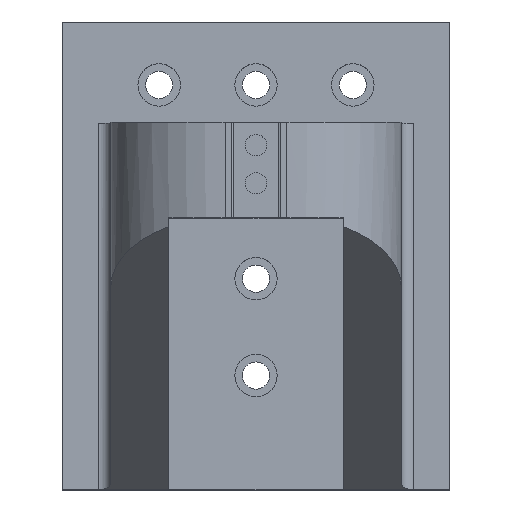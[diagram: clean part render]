
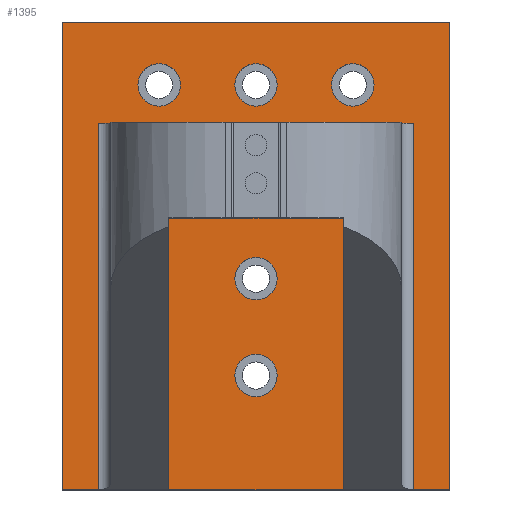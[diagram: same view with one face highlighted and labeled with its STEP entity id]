
A CAD part, top view. The second image highlights one B-rep face of the part: STEP entity #1395.
In plain terms, the highlighted planar face has unit normal (0, 0, 1).
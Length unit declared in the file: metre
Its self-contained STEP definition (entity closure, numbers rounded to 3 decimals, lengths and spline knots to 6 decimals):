
#108=CIRCLE('',#1542,0.005563);
#109=CIRCLE('',#1543,0.005563);
#110=CIRCLE('',#1544,0.005563);
#111=CIRCLE('',#1545,0.005563);
#112=CIRCLE('',#1546,0.005563);
#258=ORIENTED_EDGE('',*,*,#648,.F.);
#259=ORIENTED_EDGE('',*,*,#649,.F.);
#260=ORIENTED_EDGE('',*,*,#650,.F.);
#261=ORIENTED_EDGE('',*,*,#589,.T.);
#262=ORIENTED_EDGE('',*,*,#651,.T.);
#263=ORIENTED_EDGE('',*,*,#544,.F.);
#264=ORIENTED_EDGE('',*,*,#652,.T.);
#265=ORIENTED_EDGE('',*,*,#653,.T.);
#266=ORIENTED_EDGE('',*,*,#654,.F.);
#267=ORIENTED_EDGE('',*,*,#655,.F.);
#268=ORIENTED_EDGE('',*,*,#656,.T.);
#269=ORIENTED_EDGE('',*,*,#657,.T.);
#270=ORIENTED_EDGE('',*,*,#658,.T.);
#271=ORIENTED_EDGE('',*,*,#550,.F.);
#272=ORIENTED_EDGE('',*,*,#659,.T.);
#273=ORIENTED_EDGE('',*,*,#583,.T.);
#274=ORIENTED_EDGE('',*,*,#639,.T.);
#275=ORIENTED_EDGE('',*,*,#660,.T.);
#276=ORIENTED_EDGE('',*,*,#625,.F.);
#277=ORIENTED_EDGE('',*,*,#661,.F.);
#278=ORIENTED_EDGE('',*,*,#662,.F.);
#544=EDGE_CURVE('',#744,#745,#873,.T.);
#550=EDGE_CURVE('',#750,#751,#876,.T.);
#583=EDGE_CURVE('',#784,#783,#895,.T.);
#589=EDGE_CURVE('',#790,#789,#898,.T.);
#625=EDGE_CURVE('',#790,#822,#915,.T.);
#639=EDGE_CURVE('',#783,#831,#926,.T.);
#648=EDGE_CURVE('',#838,#838,#108,.T.);
#649=EDGE_CURVE('',#839,#839,#109,.T.);
#650=EDGE_CURVE('',#840,#840,#110,.T.);
#651=EDGE_CURVE('',#789,#745,#932,.F.);
#652=EDGE_CURVE('',#744,#841,#933,.F.);
#653=EDGE_CURVE('',#841,#842,#934,.T.);
#654=EDGE_CURVE('',#843,#842,#935,.T.);
#655=EDGE_CURVE('',#844,#843,#936,.T.);
#656=EDGE_CURVE('',#844,#845,#937,.T.);
#657=EDGE_CURVE('',#845,#846,#938,.T.);
#658=EDGE_CURVE('',#846,#751,#939,.T.);
#659=EDGE_CURVE('',#750,#784,#940,.T.);
#660=EDGE_CURVE('',#831,#822,#941,.T.);
#661=EDGE_CURVE('',#847,#847,#111,.T.);
#662=EDGE_CURVE('',#848,#848,#112,.T.);
#744=VERTEX_POINT('',#2100);
#745=VERTEX_POINT('',#2102);
#750=VERTEX_POINT('',#2112);
#751=VERTEX_POINT('',#2114);
#783=VERTEX_POINT('',#2179);
#784=VERTEX_POINT('',#2181);
#789=VERTEX_POINT('',#2191);
#790=VERTEX_POINT('',#2193);
#822=VERTEX_POINT('',#2269);
#831=VERTEX_POINT('',#2292);
#838=VERTEX_POINT('',#2311);
#839=VERTEX_POINT('',#2313);
#840=VERTEX_POINT('',#2315);
#841=VERTEX_POINT('',#2318);
#842=VERTEX_POINT('',#2320);
#843=VERTEX_POINT('',#2322);
#844=VERTEX_POINT('',#2324);
#845=VERTEX_POINT('',#2326);
#846=VERTEX_POINT('',#2328);
#847=VERTEX_POINT('',#2333);
#848=VERTEX_POINT('',#2335);
#873=LINE('',#2101,#999);
#876=LINE('',#2113,#1002);
#895=LINE('',#2180,#1021);
#898=LINE('',#2192,#1024);
#915=LINE('',#2268,#1041);
#926=LINE('',#2293,#1052);
#932=LINE('',#2316,#1058);
#933=LINE('',#2317,#1059);
#934=LINE('',#2319,#1060);
#935=LINE('',#2321,#1061);
#936=LINE('',#2323,#1062);
#937=LINE('',#2325,#1063);
#938=LINE('',#2327,#1064);
#939=LINE('',#2329,#1065);
#940=LINE('',#2330,#1066);
#941=LINE('',#2331,#1067);
#999=VECTOR('',#1661,1.);
#1002=VECTOR('',#1670,1.);
#1021=VECTOR('',#1719,1.);
#1024=VECTOR('',#1728,1.);
#1041=VECTOR('',#1799,1.);
#1052=VECTOR('',#1818,1.);
#1058=VECTOR('',#1840,1.);
#1059=VECTOR('',#1841,1.);
#1060=VECTOR('',#1842,1.);
#1061=VECTOR('',#1843,1.);
#1062=VECTOR('',#1844,1.);
#1063=VECTOR('',#1845,1.);
#1064=VECTOR('',#1846,1.);
#1065=VECTOR('',#1847,1.);
#1066=VECTOR('',#1848,1.);
#1067=VECTOR('',#1849,1.);
#1139=EDGE_LOOP('',(#258));
#1140=EDGE_LOOP('',(#259));
#1141=EDGE_LOOP('',(#260));
#1142=EDGE_LOOP('',(#261,#262,#263,#264,#265,#266,#267,#268,#269,#270,#271,
#272,#273,#274,#275,#276));
#1143=EDGE_LOOP('',(#277));
#1144=EDGE_LOOP('',(#278));
#1253=FACE_BOUND('',#1139,.T.);
#1254=FACE_BOUND('',#1140,.T.);
#1255=FACE_BOUND('',#1141,.T.);
#1256=FACE_BOUND('',#1142,.T.);
#1257=FACE_BOUND('',#1143,.T.);
#1258=FACE_BOUND('',#1144,.T.);
#1349=PLANE('',#1541);
#1395=ADVANCED_FACE('',(#1253,#1254,#1255,#1256,#1257,#1258),#1349,.T.);
#1541=AXIS2_PLACEMENT_3D('',#2309,#1832,#1833);
#1542=AXIS2_PLACEMENT_3D('',#2310,#1834,#1835);
#1543=AXIS2_PLACEMENT_3D('',#2312,#1836,#1837);
#1544=AXIS2_PLACEMENT_3D('',#2314,#1838,#1839);
#1545=AXIS2_PLACEMENT_3D('',#2332,#1850,#1851);
#1546=AXIS2_PLACEMENT_3D('',#2334,#1852,#1853);
#1661=DIRECTION('',(-1.,0.,0.));
#1670=DIRECTION('',(-1.,0.,0.));
#1719=DIRECTION('',(-1.,0.,0.));
#1728=DIRECTION('',(-1.,0.,0.));
#1799=DIRECTION('',(0.,-1.,0.));
#1818=DIRECTION('',(0.,-1.,0.));
#1832=DIRECTION('',(0.,0.,1.));
#1833=DIRECTION('',(1.,0.,0.));
#1834=DIRECTION('',(0.,0.,1.));
#1835=DIRECTION('',(1.,0.,0.));
#1836=DIRECTION('',(0.,0.,1.));
#1837=DIRECTION('',(1.,0.,0.));
#1838=DIRECTION('',(0.,0.,1.));
#1839=DIRECTION('',(1.,0.,0.));
#1840=DIRECTION('',(0.,-1.,0.));
#1841=DIRECTION('',(0.,1.,0.));
#1842=DIRECTION('',(1.,0.,0.));
#1843=DIRECTION('',(0.,-1.,0.));
#1844=DIRECTION('',(1.,0.,0.));
#1845=DIRECTION('',(0.,-1.,0.));
#1846=DIRECTION('',(1.,0.,0.));
#1847=DIRECTION('',(0.,1.,0.));
#1848=DIRECTION('',(0.,-1.,0.));
#1849=DIRECTION('',(1.,0.,0.));
#1850=DIRECTION('',(0.,0.,1.));
#1851=DIRECTION('',(1.,0.,0.));
#1852=DIRECTION('',(0.,0.,1.));
#1853=DIRECTION('',(1.,0.,0.));
#2100=CARTESIAN_POINT('',(0.092075,0.0762,0.01016));
#2101=CARTESIAN_POINT('',(0.0508,0.0762,0.01016));
#2102=CARTESIAN_POINT('',(0.064817,0.0762,0.01016));
#2112=CARTESIAN_POINT('',(0.036783,0.0762,0.01016));
#2113=CARTESIAN_POINT('',(0.0508,0.0762,0.01016));
#2114=CARTESIAN_POINT('',(0.009525,0.0762,0.01016));
#2179=CARTESIAN_POINT('',(0.02794,0.0512,0.01016));
#2180=CARTESIAN_POINT('',(0.0508,0.0512,0.01016));
#2181=CARTESIAN_POINT('',(0.036783,0.0512,0.01016));
#2191=CARTESIAN_POINT('',(0.064817,0.0512,0.01016));
#2192=CARTESIAN_POINT('',(0.0508,0.0512,0.01016));
#2193=CARTESIAN_POINT('',(0.07366,0.0512,0.01016));
#2268=CARTESIAN_POINT('',(0.07366,0.0156,0.01016));
#2269=CARTESIAN_POINT('',(0.07366,-0.02,0.01016));
#2292=CARTESIAN_POINT('',(0.02794,-0.02,0.01016));
#2293=CARTESIAN_POINT('',(0.02794,0.0156,0.01016));
#2309=CARTESIAN_POINT('',(0.0508,0.04135,0.01016));
#2310=CARTESIAN_POINT('',(0.0254,0.0862,0.01016));
#2311=CARTESIAN_POINT('',(0.030963,0.0862,0.01016));
#2312=CARTESIAN_POINT('',(0.0762,0.0862,0.01016));
#2313=CARTESIAN_POINT('',(0.081763,0.0862,0.01016));
#2314=CARTESIAN_POINT('',(0.0508,0.0862,0.01016));
#2315=CARTESIAN_POINT('',(0.056363,0.0862,0.01016));
#2316=CARTESIAN_POINT('',(0.064817,0.0762,0.01016));
#2317=CARTESIAN_POINT('',(0.092075,-0.02,0.01016));
#2318=CARTESIAN_POINT('',(0.092075,-0.02,0.01016));
#2319=CARTESIAN_POINT('',(0.0508,-0.02,0.01016));
#2320=CARTESIAN_POINT('',(0.1016,-0.02,0.01016));
#2321=CARTESIAN_POINT('',(0.1016,-0.01,0.01016));
#2322=CARTESIAN_POINT('',(0.1016,0.1027,0.01016));
#2323=CARTESIAN_POINT('',(0.0508,0.1027,0.01016));
#2324=CARTESIAN_POINT('',(0.,0.1027,0.01016));
#2325=CARTESIAN_POINT('',(0.,-0.01,0.01016));
#2326=CARTESIAN_POINT('',(0.,-0.02,0.01016));
#2327=CARTESIAN_POINT('',(0.0508,-0.02,0.01016));
#2328=CARTESIAN_POINT('',(0.009525,-0.02,0.01016));
#2329=CARTESIAN_POINT('',(0.009525,0.04135,0.01016));
#2330=CARTESIAN_POINT('',(0.036783,0.04135,0.01016));
#2331=CARTESIAN_POINT('',(0.0508,-0.02,0.01016));
#2332=CARTESIAN_POINT('',(0.0508,0.0354,0.01016));
#2333=CARTESIAN_POINT('',(0.056363,0.0354,0.01016));
#2334=CARTESIAN_POINT('',(0.0508,0.01,0.01016));
#2335=CARTESIAN_POINT('',(0.056363,0.01,0.01016));
